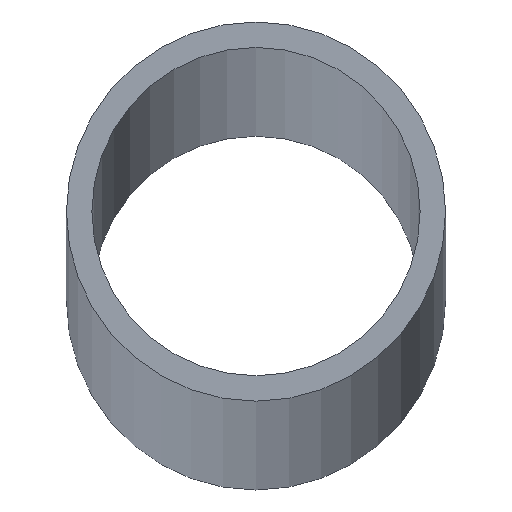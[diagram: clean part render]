
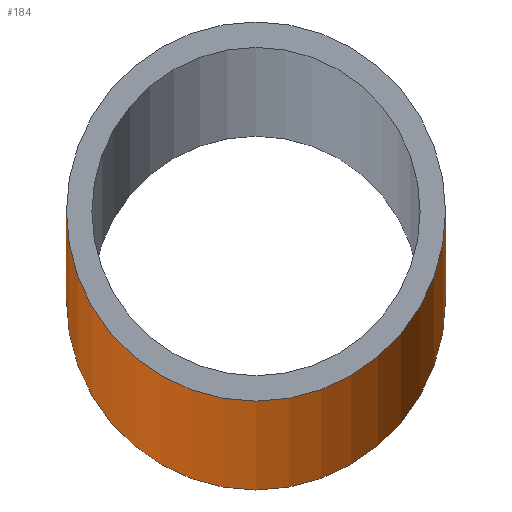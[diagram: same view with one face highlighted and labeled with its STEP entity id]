
A CAD part, top view. The second image highlights one B-rep face of the part: STEP entity #184.
In plain terms, the highlighted cylindrical face has radius 14.9 mm (diameter 29.8 mm), a partial arc.
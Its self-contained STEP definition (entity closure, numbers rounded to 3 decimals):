
#14 = VERTEX_POINT ( 'NONE', #65 ) ;
#15 = AXIS2_PLACEMENT_3D ( 'NONE', #183, #41, #199 ) ;
#19 = CIRCLE ( 'NONE', #69, 14.9 ) ;
#20 = CIRCLE ( 'NONE', #15, 14.9 ) ;
#21 = CARTESIAN_POINT ( 'NONE',  ( 0., 0., 0. ) ) ;
#23 = DIRECTION ( 'NONE',  ( -1., 0., 0. ) ) ;
#36 = EDGE_CURVE ( 'NONE', #174, #14, #66, .T. ) ;
#39 = FACE_OUTER_BOUND ( 'NONE', #175, .T. ) ;
#41 = DIRECTION ( 'NONE',  ( 0., 0., 1. ) ) ;
#43 = EDGE_CURVE ( 'NONE', #100, #14, #19, .T. ) ;
#49 = DIRECTION ( 'NONE',  ( 0., 0., -1. ) ) ;
#51 = LINE ( 'NONE', #67, #213 ) ;
#54 = DIRECTION ( 'NONE',  ( 0., 0., -1. ) ) ;
#65 = CARTESIAN_POINT ( 'NONE',  ( 14.9, 0., 0. ) ) ;
#66 = LINE ( 'NONE', #180, #202 ) ;
#67 = CARTESIAN_POINT ( 'NONE',  ( -14.9, 0., 4000. ) ) ;
#69 = AXIS2_PLACEMENT_3D ( 'NONE', #21, #118, #178 ) ;
#73 = CARTESIAN_POINT ( 'NONE',  ( 0., 0., 4000. ) ) ;
#88 = CARTESIAN_POINT ( 'NONE',  ( -14.9, 0., 4000. ) ) ;
#91 = ORIENTED_EDGE ( 'NONE', *, *, #43, .T. ) ;
#92 = EDGE_CURVE ( 'NONE', #101, #100, #51, .T. ) ;
#100 = VERTEX_POINT ( 'NONE', #146 ) ;
#101 = VERTEX_POINT ( 'NONE', #88 ) ;
#118 = DIRECTION ( 'NONE',  ( 0., 0., 1. ) ) ;
#127 = ORIENTED_EDGE ( 'NONE', *, *, #36, .F. ) ;
#137 = AXIS2_PLACEMENT_3D ( 'NONE', #73, #54, #23 ) ;
#142 = ORIENTED_EDGE ( 'NONE', *, *, #177, .F. ) ;
#146 = CARTESIAN_POINT ( 'NONE',  ( -14.9, 0., 0. ) ) ;
#153 = CYLINDRICAL_SURFACE ( 'NONE', #137, 14.9 ) ;
#162 = ORIENTED_EDGE ( 'NONE', *, *, #92, .T. ) ;
#169 = CARTESIAN_POINT ( 'NONE',  ( 14.9, 0., 4000. ) ) ;
#174 = VERTEX_POINT ( 'NONE', #169 ) ;
#175 = EDGE_LOOP ( 'NONE', ( #127, #142, #162, #91 ) ) ;
#177 = EDGE_CURVE ( 'NONE', #101, #174, #20, .T. ) ;
#178 = DIRECTION ( 'NONE',  ( 1., 0., 0. ) ) ;
#180 = CARTESIAN_POINT ( 'NONE',  ( 14.9, 0., 4000. ) ) ;
#183 = CARTESIAN_POINT ( 'NONE',  ( 0., 0., 4000. ) ) ;
#184 = ADVANCED_FACE ( 'NONE', ( #39 ), #153, .T. ) ;
#199 = DIRECTION ( 'NONE',  ( 1., 0., 0. ) ) ;
#202 = VECTOR ( 'NONE', #214, 1000. ) ;
#213 = VECTOR ( 'NONE', #49, 1000. ) ;
#214 = DIRECTION ( 'NONE',  ( 0., 0., -1. ) ) ;
